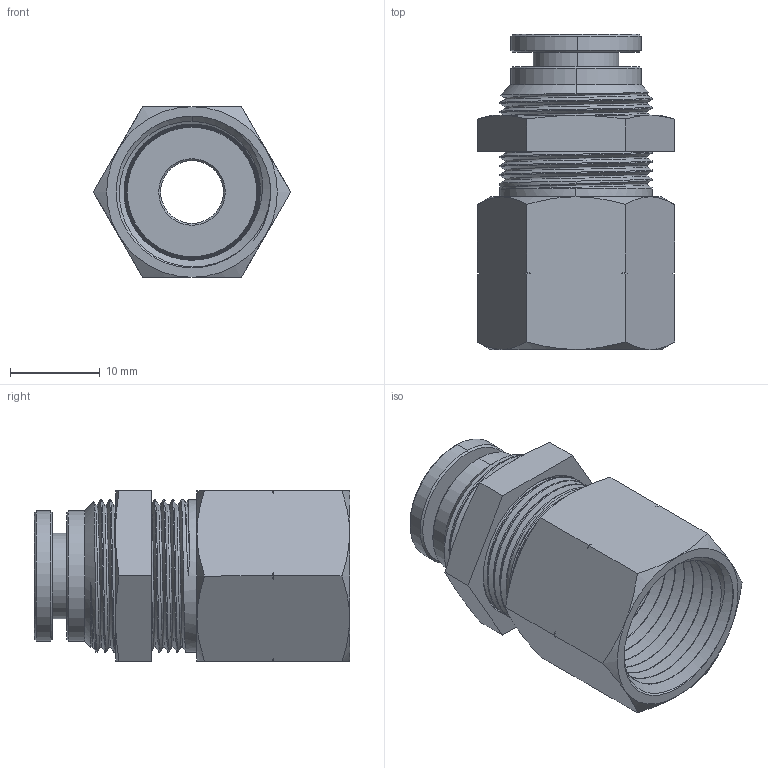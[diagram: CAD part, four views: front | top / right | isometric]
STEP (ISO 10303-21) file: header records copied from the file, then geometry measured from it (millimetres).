
FILE_DESCRIPTION (( 'STEP AP214' ), '1' );
FILE_NAME ('BCS5-16N3-8W.STEP', '2018-07-11T20:42:47', ( '' ), ( '' ), 'SwSTEP 2.0', 'SolidWorks 2016', '' );
FILE_SCHEMA (( 'AUTOMOTIVE_DESIGN' ));
Length unit declared in the file: millimetre
Products named in the file (1): BCS5-16N3-8W
Bounding box: 21.94 x 35.1 x 19 mm (x, y, z)
Volume: 5140.7 mm3; surface area: 7302.7 mm2
Topology: 7 solids, 7 shells, 480 faces, 1537 edges, 1076 vertices
Faces by surface type: cone 180, plane 163, cylinder 91, bspline 44, torus 2
Entity records: 36352 total; most frequent: CARTESIAN_POINT 18670, ORIENTED_EDGE 3074, DIRECTION 1984, EDGE_CURVE 1537, VERTEX_POINT 1076, AXIS2_PLACEMENT_3D 813, B_SPLINE_CURVE_WITH_KNOTS 788, EDGE_LOOP 499
